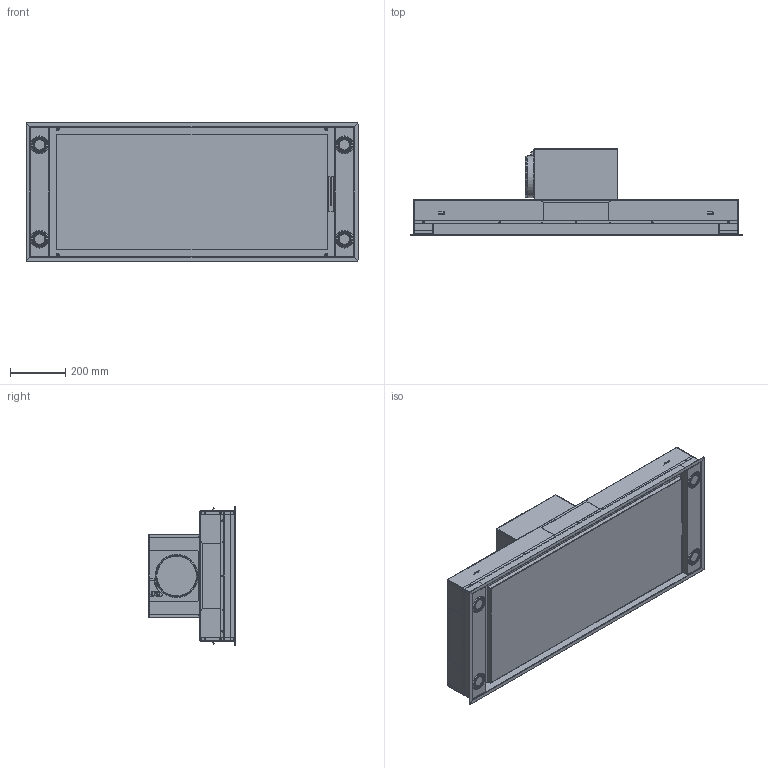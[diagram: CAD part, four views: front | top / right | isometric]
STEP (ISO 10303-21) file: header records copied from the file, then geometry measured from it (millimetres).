
FILE_DESCRIPTION((''),'2;1');
FILE_NAME('59A_740_ASM','2020-12-17T14:45:04',('BD037'),(''),'CREO PARAMETRIC BY PTC INC, 2018500','CREO PARAMETRIC BY PTC INC, 2018500','');
FILE_SCHEMA(('CONFIG_CONTROL_DESIGN'));
Length unit declared in the file: millimetre
Products named in the file (22): 59A_021; 59A_032; RIVETTO_TC_32_79_MG; 59A_709_ASM; 59A_009; 59A_034; 59A_741_ASM; A65_029; A65_028; A65_031; A65_724_ASM; 178_054; 178_702_ASM; 350_044; CME_138; CME_710_ASM; 59A_006; 59A_007; 59A_703_ASM; A18_362; A18_030; 59A_740_ASM
Assembly tree (55 placements, depth 3):
  59A_740_ASM
    59A_709_ASM
      59A_021
      59A_032
      RIVETTO_TC_32_79_MG  x24
    59A_009  x2
    59A_741_ASM
      59A_034
    A65_724_ASM
      A65_029
      A65_028
      A65_031
    178_702_ASM  x4
      178_054
    350_044  x4
    CME_710_ASM  x4
      CME_138
    59A_703_ASM
      59A_006
      59A_007  x2
    A18_362
    A18_030
Bounding box: 1198.6 x 312.3 x 498.6 mm (x, y, z)
Volume: 1774144.4 mm3; surface area: 4733377.7 mm2
Topology: 58 solids, 59 shells, 1853 faces, 4423 edges, 2717 vertices
Faces by surface type: plane 1033, cylinder 460, torus 164, cone 72, sphere 70, bspline 54
Entity records: 35059 total; most frequent: CARTESIAN_POINT 8407, DIRECTION 5536, ORIENTED_EDGE 5274, EDGE_CURVE 2646, VECTOR 1890, LINE 1890, AXIS2_PLACEMENT_3D 1823, VERTEX_POINT 1642
